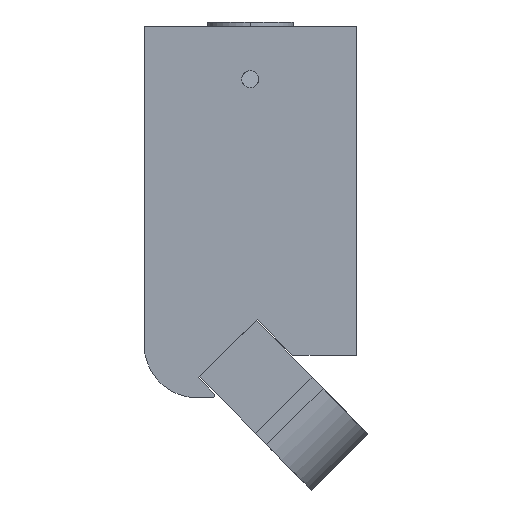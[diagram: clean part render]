
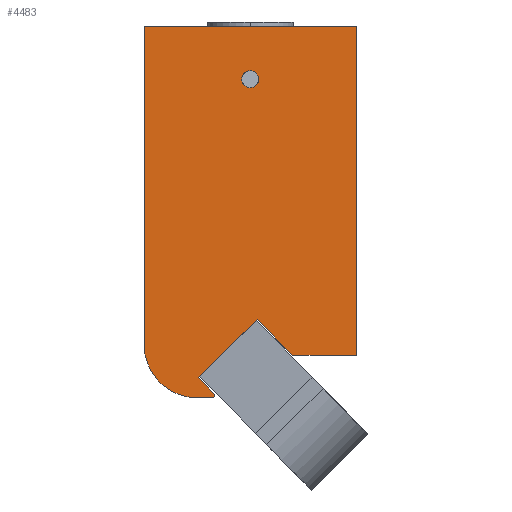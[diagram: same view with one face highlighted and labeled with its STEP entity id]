
A CAD part, left-side view. The second image highlights one B-rep face of the part: STEP entity #4483.
In plain terms, the highlighted planar face has unit normal (-1, 0, 0).
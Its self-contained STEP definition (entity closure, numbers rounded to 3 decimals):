
#27 = AXIS2_PLACEMENT_3D ( 'NONE', #2168, #381, #397 ) ;
#36 = ORIENTED_EDGE ( 'NONE', *, *, #4349, .F. ) ;
#61 = EDGE_CURVE ( 'NONE', #1272, #4181, #1234, .T. ) ;
#123 = CARTESIAN_POINT ( 'NONE',  ( -75., 20., -60. ) ) ;
#155 = CARTESIAN_POINT ( 'NONE',  ( -75., -1.282, -55.282 ) ) ;
#199 = CARTESIAN_POINT ( 'NONE',  ( -75., 9.773, -66.147 ) ) ;
#217 = VERTEX_POINT ( 'NONE', #4146 ) ;
#381 = DIRECTION ( 'NONE',  ( 1., 0., 0. ) ) ;
#397 = DIRECTION ( 'NONE',  ( 0., 0., -1. ) ) ;
#420 = VERTEX_POINT ( 'NONE', #1563 ) ;
#527 = VECTOR ( 'NONE', #4121, 1000. ) ;
#557 = DIRECTION ( 'NONE',  ( 0., 0., -1. ) ) ;
#598 = VECTOR ( 'NONE', #3549, 1000. ) ;
#597 = AXIS2_PLACEMENT_3D ( 'NONE', #2044, #3069, #1349 ) ;
#702 = EDGE_LOOP ( 'NONE', ( #3609, #2837 ) ) ;
#737 = EDGE_CURVE ( 'NONE', #2334, #3911, #4126, .T. ) ;
#768 = CARTESIAN_POINT ( 'NONE',  ( -75., 0., -10. ) ) ;
#906 = PLANE ( 'NONE',  #1467 ) ;
#924 = VECTOR ( 'NONE', #4461, 1000. ) ;
#941 = CARTESIAN_POINT ( 'NONE',  ( -75., 10., -60. ) ) ;
#955 = CARTESIAN_POINT ( 'NONE',  ( -75., 10., -70. ) ) ;
#1131 = CARTESIAN_POINT ( 'NONE',  ( -75., 20., 0. ) ) ;
#1205 = LINE ( 'NONE', #155, #527 ) ;
#1214 = CARTESIAN_POINT ( 'NONE',  ( -75., -20., -62. ) ) ;
#1231 = CARTESIAN_POINT ( 'NONE',  ( -75., -20., 0. ) ) ;
#1234 = LINE ( 'NONE', #1231, #4465 ) ;
#1272 = VERTEX_POINT ( 'NONE', #3166 ) ;
#1349 = DIRECTION ( 'NONE',  ( 0., 0., -1. ) ) ;
#1387 = LINE ( 'NONE', #2495, #598 ) ;
#1450 = CARTESIAN_POINT ( 'NONE',  ( -75., 0., -11.6 ) ) ;
#1467 = AXIS2_PLACEMENT_3D ( 'NONE', #3708, #3967, #557 ) ;
#1563 = CARTESIAN_POINT ( 'NONE',  ( -75., 20., 0. ) ) ;
#1582 = ORIENTED_EDGE ( 'NONE', *, *, #61, .F. ) ;
#1595 = ORIENTED_EDGE ( 'NONE', *, *, #2203, .F. ) ;
#1632 = VERTEX_POINT ( 'NONE', #4510 ) ;
#1773 = EDGE_CURVE ( 'NONE', #2828, #420, #1387, .T. ) ;
#1821 = VERTEX_POINT ( 'NONE', #3948 ) ;
#1865 = ORIENTED_EDGE ( 'NONE', *, *, #2229, .F. ) ;
#1901 = DIRECTION ( 'NONE',  ( 0., 1., 0. ) ) ;
#1950 = CIRCLE ( 'NONE', #597, 0.5 ) ;
#1981 = EDGE_CURVE ( 'NONE', #4181, #2334, #2487, .T. ) ;
#1998 = DIRECTION ( 'NONE',  ( 0., 0., -1. ) ) ;
#2044 = CARTESIAN_POINT ( 'NONE',  ( -75., 7.23, -69.5 ) ) ;
#2168 = CARTESIAN_POINT ( 'NONE',  ( -75., 0., -10. ) ) ;
#2196 = ORIENTED_EDGE ( 'NONE', *, *, #737, .F. ) ;
#2202 = LINE ( 'NONE', #1131, #3553 ) ;
#2203 = EDGE_CURVE ( 'NONE', #217, #3365, #1950, .T. ) ;
#2216 = EDGE_CURVE ( 'NONE', #3051, #2828, #2433, .T. ) ;
#2229 = EDGE_CURVE ( 'NONE', #3365, #3051, #3939, .T. ) ;
#2331 = CARTESIAN_POINT ( 'NONE',  ( -75., 10., -70. ) ) ;
#2334 = VERTEX_POINT ( 'NONE', #3448 ) ;
#2433 = CIRCLE ( 'NONE', #4215, 10. ) ;
#2448 = AXIS2_PLACEMENT_3D ( 'NONE', #768, #3638, #4280 ) ;
#2487 = LINE ( 'NONE', #4018, #4393 ) ;
#2495 = CARTESIAN_POINT ( 'NONE',  ( -75., 20., 0. ) ) ;
#2525 = ORIENTED_EDGE ( 'NONE', *, *, #1773, .F. ) ;
#2577 = ORIENTED_EDGE ( 'NONE', *, *, #1981, .F. ) ;
#2583 = DIRECTION ( 'NONE',  ( 0., -1., 0. ) ) ;
#2666 = VERTEX_POINT ( 'NONE', #1450 ) ;
#2674 = EDGE_CURVE ( 'NONE', #1821, #2666, #3346, .T. ) ;
#2741 = LINE ( 'NONE', #199, #924 ) ;
#2828 = VERTEX_POINT ( 'NONE', #123 ) ;
#2837 = ORIENTED_EDGE ( 'NONE', *, *, #2674, .T. ) ;
#2873 = VECTOR ( 'NONE', #4452, 1000. ) ;
#2913 = EDGE_CURVE ( 'NONE', #3911, #1632, #1205, .T. ) ;
#2984 = EDGE_CURVE ( 'NONE', #1632, #217, #2741, .T. ) ;
#3051 = VERTEX_POINT ( 'NONE', #2331 ) ;
#3069 = DIRECTION ( 'NONE',  ( 1., 0., 0. ) ) ;
#3166 = CARTESIAN_POINT ( 'NONE',  ( -75., -20., 0. ) ) ;
#3346 = CIRCLE ( 'NONE', #2448, 1.6 ) ;
#3365 = VERTEX_POINT ( 'NONE', #3575 ) ;
#3372 = EDGE_CURVE ( 'NONE', #2666, #1821, #4485, .T. ) ;
#3448 = CARTESIAN_POINT ( 'NONE',  ( -75., -8., -62. ) ) ;
#3549 = DIRECTION ( 'NONE',  ( 0., 0., 1. ) ) ;
#3553 = VECTOR ( 'NONE', #2583, 1000. ) ;
#3575 = CARTESIAN_POINT ( 'NONE',  ( -75., 7.23, -70. ) ) ;
#3609 = ORIENTED_EDGE ( 'NONE', *, *, #3372, .T. ) ;
#3634 = ORIENTED_EDGE ( 'NONE', *, *, #2913, .F. ) ;
#3637 = CARTESIAN_POINT ( 'NONE',  ( -75., -1.282, -55.282 ) ) ;
#3638 = DIRECTION ( 'NONE',  ( 1., 0., 0. ) ) ;
#3663 = DIRECTION ( 'NONE',  ( 0., 0., -1. ) ) ;
#3708 = CARTESIAN_POINT ( 'NONE',  ( -75., 10., -60. ) ) ;
#3745 = DIRECTION ( 'NONE',  ( 1., 0., 0. ) ) ;
#3752 = ORIENTED_EDGE ( 'NONE', *, *, #2984, .F. ) ;
#3911 = VERTEX_POINT ( 'NONE', #3637 ) ;
#3939 = LINE ( 'NONE', #955, #4442 ) ;
#3948 = CARTESIAN_POINT ( 'NONE',  ( -75., 0., -8.4 ) ) ;
#3967 = DIRECTION ( 'NONE',  ( 1., 0., 0. ) ) ;
#3985 = FACE_OUTER_BOUND ( 'NONE', #4125, .T. ) ;
#4018 = CARTESIAN_POINT ( 'NONE',  ( -75., -20., -62. ) ) ;
#4095 = CARTESIAN_POINT ( 'NONE',  ( -75., -8., -62. ) ) ;
#4121 = DIRECTION ( 'NONE',  ( 0., 0.713, -0.701 ) ) ;
#4125 = EDGE_LOOP ( 'NONE', ( #2525, #4403, #1865, #1595, #3752, #3634, #2196, #2577, #1582, #36 ) ) ;
#4126 = LINE ( 'NONE', #4095, #2873 ) ;
#4130 = DIRECTION ( 'NONE',  ( 0., 1., 0. ) ) ;
#4146 = CARTESIAN_POINT ( 'NONE',  ( -75., 6.87, -69.153 ) ) ;
#4181 = VERTEX_POINT ( 'NONE', #1214 ) ;
#4215 = AXIS2_PLACEMENT_3D ( 'NONE', #941, #3745, #1998 ) ;
#4280 = DIRECTION ( 'NONE',  ( 0., 0., -1. ) ) ;
#4349 = EDGE_CURVE ( 'NONE', #420, #1272, #2202, .T. ) ;
#4379 = FACE_BOUND ( 'NONE', #702, .T. ) ;
#4393 = VECTOR ( 'NONE', #1901, 1000. ) ;
#4403 = ORIENTED_EDGE ( 'NONE', *, *, #2216, .F. ) ;
#4442 = VECTOR ( 'NONE', #4130, 1000. ) ;
#4452 = DIRECTION ( 'NONE',  ( 0., 0.707, 0.707 ) ) ;
#4461 = DIRECTION ( 'NONE',  ( 0., -0.695, -0.719 ) ) ;
#4465 = VECTOR ( 'NONE', #3663, 1000. ) ;
#4483 = ADVANCED_FACE ( 'NONE', ( #4379, #3985 ), #906, .F. ) ;
#4485 = CIRCLE ( 'NONE', #27, 1.6 ) ;
#4510 = CARTESIAN_POINT ( 'NONE',  ( -75., 9.773, -66.147 ) ) ;
